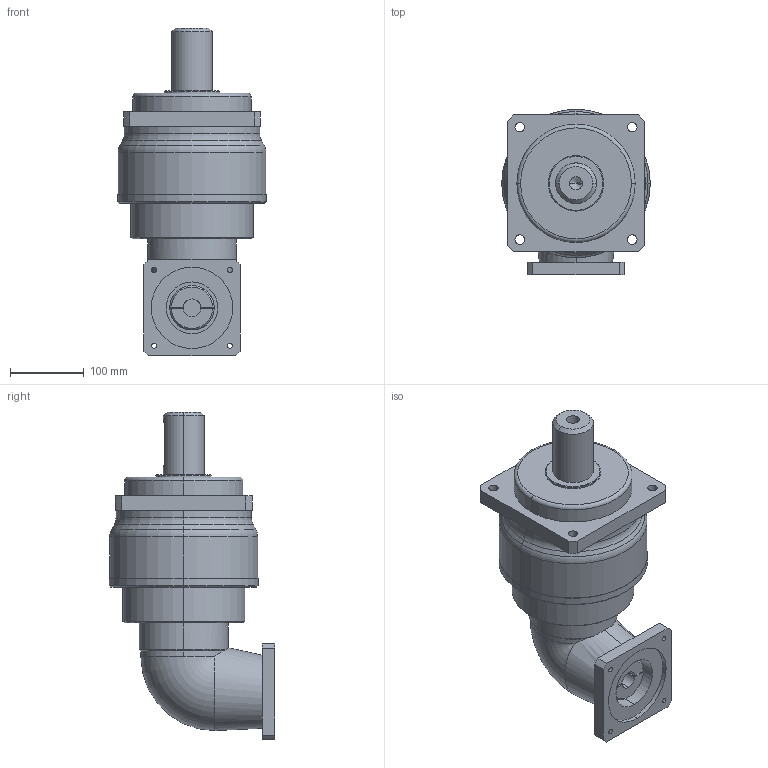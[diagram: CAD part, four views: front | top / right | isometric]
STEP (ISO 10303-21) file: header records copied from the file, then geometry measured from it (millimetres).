
FILE_DESCRIPTION (( 'STEP AP203' ), '1' );
FILE_NAME ('EVS180-L3-22-110-145.STEP', '2022-06-16T04:07:02', ( 'PC' ), ( 'Microsoft' ), 'SwSTEP 2.0', 'SolidWorks 2016', '' );
FILE_SCHEMA (( 'CONFIG_CONTROL_DESIGN' ));
Length unit declared in the file: millimetre
Products named in the file (1): EVS180-L3-22-110-145
Bounding box: 201 x 223.5 x 443.2 mm (x, y, z)
Volume: 7434102.7 mm3; surface area: 329114.2 mm2
Topology: 1 solids, 1 shells, 115 faces, 289 edges, 185 vertices
Faces by surface type: cylinder 56, plane 32, cone 17, torus 8, bspline 2
Entity records: 4371 total; most frequent: CARTESIAN_POINT 1446, DIRECTION 629, ORIENTED_EDGE 570, EDGE_CURVE 285, AXIS2_PLACEMENT_3D 257, VERTEX_POINT 185, EDGE_LOOP 144, CIRCLE 143
